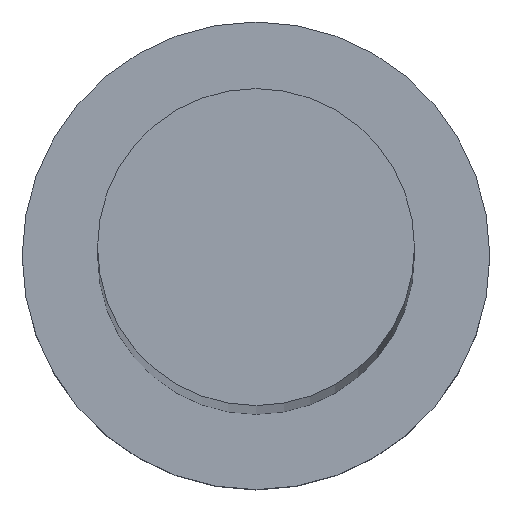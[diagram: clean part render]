
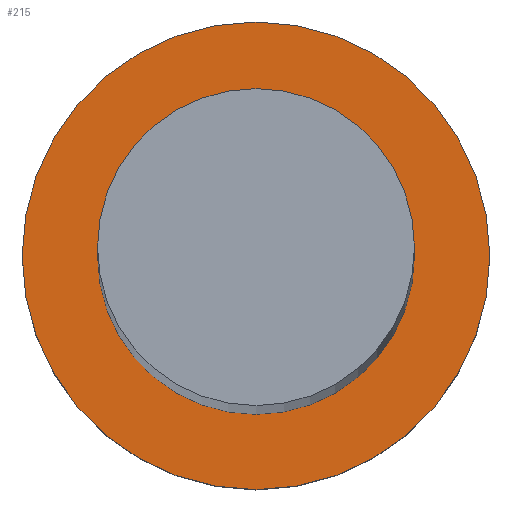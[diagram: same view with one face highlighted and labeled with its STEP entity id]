
A CAD part, top view. The second image highlights one B-rep face of the part: STEP entity #215.
In plain terms, the highlighted planar face has unit normal (0, 0, 1).
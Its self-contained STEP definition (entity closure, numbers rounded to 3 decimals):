
#12 = EDGE_LOOP ( 'NONE', ( #225, #184 ) ) ;
#18 = AXIS2_PLACEMENT_3D ( 'NONE', #119, #22, #254 ) ;
#22 = DIRECTION ( 'NONE',  ( 0., 0., 1. ) ) ;
#29 = ORIENTED_EDGE ( 'NONE', *, *, #231, .F. ) ;
#32 = VERTEX_POINT ( 'NONE', #153 ) ;
#35 = DIRECTION ( 'NONE',  ( 1., 0., 0. ) ) ;
#45 = CIRCLE ( 'NONE', #18, 6.1 ) ;
#58 = CIRCLE ( 'NONE', #155, 6.1 ) ;
#80 = CARTESIAN_POINT ( 'NONE',  ( 0., 0., 7. ) ) ;
#86 = EDGE_CURVE ( 'NONE', #147, #129, #216, .T. ) ;
#87 = CIRCLE ( 'NONE', #99, 9. ) ;
#88 = EDGE_LOOP ( 'NONE', ( #141, #29 ) ) ;
#94 = VERTEX_POINT ( 'NONE', #133 ) ;
#97 = DIRECTION ( 'NONE',  ( 0., 0., 1. ) ) ;
#99 = AXIS2_PLACEMENT_3D ( 'NONE', #113, #148, #175 ) ;
#113 = CARTESIAN_POINT ( 'NONE',  ( 0., 0., 7. ) ) ;
#119 = CARTESIAN_POINT ( 'NONE',  ( 0., 0., 7. ) ) ;
#120 = EDGE_CURVE ( 'NONE', #129, #147, #87, .T. ) ;
#121 = DIRECTION ( 'NONE',  ( 1., 0., 0. ) ) ;
#129 = VERTEX_POINT ( 'NONE', #247 ) ;
#133 = CARTESIAN_POINT ( 'NONE',  ( -6.1, 0., 7. ) ) ;
#137 = FACE_OUTER_BOUND ( 'NONE', #12, .T. ) ;
#141 = ORIENTED_EDGE ( 'NONE', *, *, #237, .F. ) ;
#147 = VERTEX_POINT ( 'NONE', #152 ) ;
#148 = DIRECTION ( 'NONE',  ( 0., 0., 1. ) ) ;
#152 = CARTESIAN_POINT ( 'NONE',  ( 9., 0., 7. ) ) ;
#153 = CARTESIAN_POINT ( 'NONE',  ( 6.1, 0., 7. ) ) ;
#154 = FACE_BOUND ( 'NONE', #88, .T. ) ;
#155 = AXIS2_PLACEMENT_3D ( 'NONE', #252, #159, #121 ) ;
#159 = DIRECTION ( 'NONE',  ( 0., 0., 1. ) ) ;
#166 = AXIS2_PLACEMENT_3D ( 'NONE', #197, #97, #35 ) ;
#170 = AXIS2_PLACEMENT_3D ( 'NONE', #80, #199, #236 ) ;
#175 = DIRECTION ( 'NONE',  ( 1., 0., 0. ) ) ;
#180 = PLANE ( 'NONE',  #170 ) ;
#184 = ORIENTED_EDGE ( 'NONE', *, *, #86, .T. ) ;
#197 = CARTESIAN_POINT ( 'NONE',  ( 0., 0., 7. ) ) ;
#199 = DIRECTION ( 'NONE',  ( 0., 0., 1. ) ) ;
#215 = ADVANCED_FACE ( 'NONE', ( #154, #137 ), #180, .T. ) ;
#216 = CIRCLE ( 'NONE', #166, 9. ) ;
#225 = ORIENTED_EDGE ( 'NONE', *, *, #120, .T. ) ;
#231 = EDGE_CURVE ( 'NONE', #32, #94, #58, .T. ) ;
#236 = DIRECTION ( 'NONE',  ( 1., 0., 0. ) ) ;
#237 = EDGE_CURVE ( 'NONE', #94, #32, #45, .T. ) ;
#247 = CARTESIAN_POINT ( 'NONE',  ( -9., 0., 7. ) ) ;
#252 = CARTESIAN_POINT ( 'NONE',  ( 0., 0., 7. ) ) ;
#254 = DIRECTION ( 'NONE',  ( 1., 0., 0. ) ) ;
